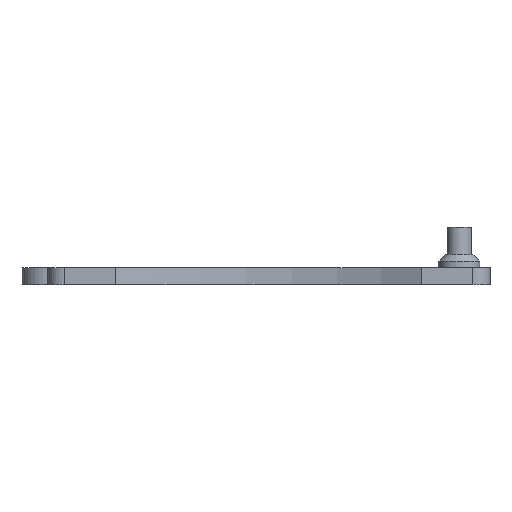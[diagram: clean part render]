
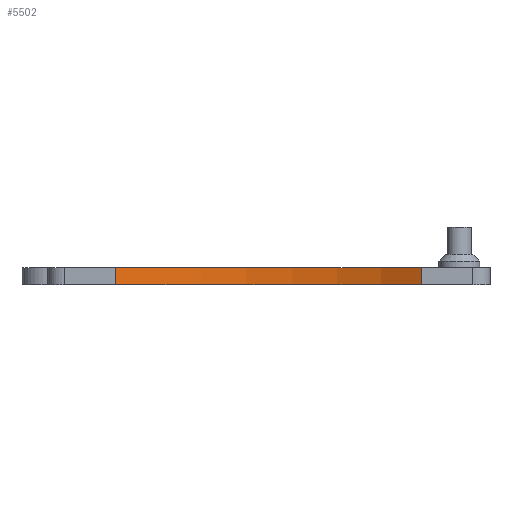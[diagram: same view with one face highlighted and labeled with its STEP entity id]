
A CAD part, front view. The second image highlights one B-rep face of the part: STEP entity #5502.
In plain terms, the highlighted cylindrical face has radius 90 mm (diameter 180 mm), a partial arc.
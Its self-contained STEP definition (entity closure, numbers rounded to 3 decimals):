
#44 = PLANE('',#45);
#45 = AXIS2_PLACEMENT_3D('',#46,#47,#48);
#46 = CARTESIAN_POINT('',(65.,40.,5.));
#47 = DIRECTION('',(0.,0.,1.));
#48 = DIRECTION('',(1.,0.,0.));
#100 = PLANE('',#101);
#101 = AXIS2_PLACEMENT_3D('',#102,#103,#104);
#102 = CARTESIAN_POINT('',(65.,40.,0.));
#103 = DIRECTION('',(0.,0.,1.));
#104 = DIRECTION('',(1.,0.,0.));
#2105 = VERTEX_POINT('',#2106);
#2106 = CARTESIAN_POINT('',(20.,0.,5.));
#2120 = PLANE('',#2121);
#2121 = AXIS2_PLACEMENT_3D('',#2122,#2123,#2124);
#2122 = CARTESIAN_POINT('',(0.,0.,0.));
#2123 = DIRECTION('',(0.,-1.,0.));
#2124 = DIRECTION('',(1.,0.,0.));
#2132 = EDGE_CURVE('',#2105,#2133,#2135,.T.);
#2133 = VERTEX_POINT('',#2134);
#2134 = CARTESIAN_POINT('',(110.,0.,5.));
#2135 = SURFACE_CURVE('',#2136,(#2141,#2152),.PCURVE_S1.);
#2136 = CIRCLE('',#2137,90.);
#2137 = AXIS2_PLACEMENT_3D('',#2138,#2139,#2140);
#2138 = CARTESIAN_POINT('',(65.,-77.942,5.));
#2139 = DIRECTION('',(0.,0.,-1.));
#2140 = DIRECTION('',(-0.5,-0.866,0.));
#2141 = PCURVE('',#44,#2142);
#2142 = DEFINITIONAL_REPRESENTATION('',(#2143),#2151);
#2143 = ( BOUNDED_CURVE() B_SPLINE_CURVE(2,(#2144,#2145,#2146,#2147,
#2148,#2149,#2150),.UNSPECIFIED.,.F.,.F.) B_SPLINE_CURVE_WITH_KNOTS((1,2
    ,2,2,2,1),(-2.094,0.,2.094,4.189,
6.283,8.378),.UNSPECIFIED.) CURVE() 
GEOMETRIC_REPRESENTATION_ITEM() RATIONAL_B_SPLINE_CURVE((1.,0.5,1.,0.5,
1.,0.5,1.)) REPRESENTATION_ITEM('') );
#2144 = CARTESIAN_POINT('',(-45.,-195.885));
#2145 = CARTESIAN_POINT('',(-180.,-117.942));
#2146 = CARTESIAN_POINT('',(-45.,-40.));
#2147 = CARTESIAN_POINT('',(90.,37.942));
#2148 = CARTESIAN_POINT('',(90.,-117.942));
#2149 = CARTESIAN_POINT('',(90.,-273.827));
#2150 = CARTESIAN_POINT('',(-45.,-195.885));
#2151 = ( GEOMETRIC_REPRESENTATION_CONTEXT(2) 
PARAMETRIC_REPRESENTATION_CONTEXT() REPRESENTATION_CONTEXT('2D SPACE',''
  ) );
#2152 = PCURVE('',#2153,#2158);
#2153 = CYLINDRICAL_SURFACE('',#2154,90.);
#2154 = AXIS2_PLACEMENT_3D('',#2155,#2156,#2157);
#2155 = CARTESIAN_POINT('',(65.,-77.942,5.));
#2156 = DIRECTION('',(0.,0.,-1.));
#2157 = DIRECTION('',(-0.5,-0.866,0.));
#2158 = DEFINITIONAL_REPRESENTATION('',(#2159),#2162);
#2159 = B_SPLINE_CURVE_WITH_KNOTS('',1,(#2160,#2161),.UNSPECIFIED.,.F.,
  .F.,(2,2),(2.094,3.142),.PIECEWISE_BEZIER_KNOTS.);
#2160 = CARTESIAN_POINT('',(2.094,0.));
#2161 = CARTESIAN_POINT('',(3.142,0.));
#2162 = ( GEOMETRIC_REPRESENTATION_CONTEXT(2) 
PARAMETRIC_REPRESENTATION_CONTEXT() REPRESENTATION_CONTEXT('2D SPACE',''
  ) );
#2180 = PLANE('',#2181);
#2181 = AXIS2_PLACEMENT_3D('',#2182,#2183,#2184);
#2182 = CARTESIAN_POINT('',(0.,0.,0.));
#2183 = DIRECTION('',(0.,-1.,0.));
#2184 = DIRECTION('',(1.,0.,0.));
#4919 = VERTEX_POINT('',#4920);
#4920 = CARTESIAN_POINT('',(110.,0.,0.));
#4941 = EDGE_CURVE('',#4919,#4942,#4944,.T.);
#4942 = VERTEX_POINT('',#4943);
#4943 = CARTESIAN_POINT('',(20.,0.,0.));
#4944 = SURFACE_CURVE('',#4945,(#4950,#4957),.PCURVE_S1.);
#4945 = CIRCLE('',#4946,90.);
#4946 = AXIS2_PLACEMENT_3D('',#4947,#4948,#4949);
#4947 = CARTESIAN_POINT('',(65.,-77.942,0.));
#4948 = DIRECTION('',(0.,0.,1.));
#4949 = DIRECTION('',(-0.5,-0.866,0.));
#4950 = PCURVE('',#100,#4951);
#4951 = DEFINITIONAL_REPRESENTATION('',(#4952),#4956);
#4952 = CIRCLE('',#4953,90.);
#4953 = AXIS2_PLACEMENT_2D('',#4954,#4955);
#4954 = CARTESIAN_POINT('',(0.,-117.942));
#4955 = DIRECTION('',(-0.5,-0.866));
#4956 = ( GEOMETRIC_REPRESENTATION_CONTEXT(2) 
PARAMETRIC_REPRESENTATION_CONTEXT() REPRESENTATION_CONTEXT('2D SPACE',''
  ) );
#4957 = PCURVE('',#2153,#4958);
#4958 = DEFINITIONAL_REPRESENTATION('',(#4959),#4962);
#4959 = B_SPLINE_CURVE_WITH_KNOTS('',1,(#4960,#4961),.UNSPECIFIED.,.F.,
  .F.,(2,2),(3.142,4.189),.PIECEWISE_BEZIER_KNOTS.);
#4960 = CARTESIAN_POINT('',(3.142,5.));
#4961 = CARTESIAN_POINT('',(2.094,5.));
#4962 = ( GEOMETRIC_REPRESENTATION_CONTEXT(2) 
PARAMETRIC_REPRESENTATION_CONTEXT() REPRESENTATION_CONTEXT('2D SPACE',''
  ) );
#5404 = EDGE_CURVE('',#4942,#2105,#5405,.T.);
#5405 = SURFACE_CURVE('',#5406,(#5410,#5417),.PCURVE_S1.);
#5406 = LINE('',#5407,#5408);
#5407 = CARTESIAN_POINT('',(20.,0.,5.));
#5408 = VECTOR('',#5409,1.);
#5409 = DIRECTION('',(0.,0.,1.));
#5410 = PCURVE('',#2120,#5411);
#5411 = DEFINITIONAL_REPRESENTATION('',(#5412),#5416);
#5412 = LINE('',#5413,#5414);
#5413 = CARTESIAN_POINT('',(20.,5.));
#5414 = VECTOR('',#5415,1.);
#5415 = DIRECTION('',(0.,1.));
#5416 = ( GEOMETRIC_REPRESENTATION_CONTEXT(2) 
PARAMETRIC_REPRESENTATION_CONTEXT() REPRESENTATION_CONTEXT('2D SPACE',''
  ) );
#5417 = PCURVE('',#2153,#5418);
#5418 = DEFINITIONAL_REPRESENTATION('',(#5419),#5422);
#5419 = B_SPLINE_CURVE_WITH_KNOTS('',1,(#5420,#5421),.UNSPECIFIED.,.F.,
  .F.,(2,2),(-5.,0.),.PIECEWISE_BEZIER_KNOTS.);
#5420 = CARTESIAN_POINT('',(2.094,5.));
#5421 = CARTESIAN_POINT('',(2.094,0.));
#5422 = ( GEOMETRIC_REPRESENTATION_CONTEXT(2) 
PARAMETRIC_REPRESENTATION_CONTEXT() REPRESENTATION_CONTEXT('2D SPACE',''
  ) );
#5456 = EDGE_CURVE('',#2133,#4919,#5457,.T.);
#5457 = SURFACE_CURVE('',#5458,(#5462,#5469),.PCURVE_S1.);
#5458 = LINE('',#5459,#5460);
#5459 = CARTESIAN_POINT('',(110.,0.,2.5));
#5460 = VECTOR('',#5461,1.);
#5461 = DIRECTION('',(0.,0.,-1.));
#5462 = PCURVE('',#2180,#5463);
#5463 = DEFINITIONAL_REPRESENTATION('',(#5464),#5468);
#5464 = LINE('',#5465,#5466);
#5465 = CARTESIAN_POINT('',(110.,2.5));
#5466 = VECTOR('',#5467,1.);
#5467 = DIRECTION('',(0.,-1.));
#5468 = ( GEOMETRIC_REPRESENTATION_CONTEXT(2) 
PARAMETRIC_REPRESENTATION_CONTEXT() REPRESENTATION_CONTEXT('2D SPACE',''
  ) );
#5469 = PCURVE('',#2153,#5470);
#5470 = DEFINITIONAL_REPRESENTATION('',(#5471),#5474);
#5471 = B_SPLINE_CURVE_WITH_KNOTS('',1,(#5472,#5473),.UNSPECIFIED.,.F.,
  .F.,(2,2),(-2.5,2.5),.PIECEWISE_BEZIER_KNOTS.);
#5472 = CARTESIAN_POINT('',(3.142,0.));
#5473 = CARTESIAN_POINT('',(3.142,5.));
#5474 = ( GEOMETRIC_REPRESENTATION_CONTEXT(2) 
PARAMETRIC_REPRESENTATION_CONTEXT() REPRESENTATION_CONTEXT('2D SPACE',''
  ) );
#5502 = ADVANCED_FACE('',(#5503),#2153,.F.);
#5503 = FACE_BOUND('',#5504,.F.);
#5504 = EDGE_LOOP('',(#5505,#5506,#5507,#5508));
#5505 = ORIENTED_EDGE('',*,*,#4941,.T.);
#5506 = ORIENTED_EDGE('',*,*,#5404,.T.);
#5507 = ORIENTED_EDGE('',*,*,#2132,.T.);
#5508 = ORIENTED_EDGE('',*,*,#5456,.T.);
